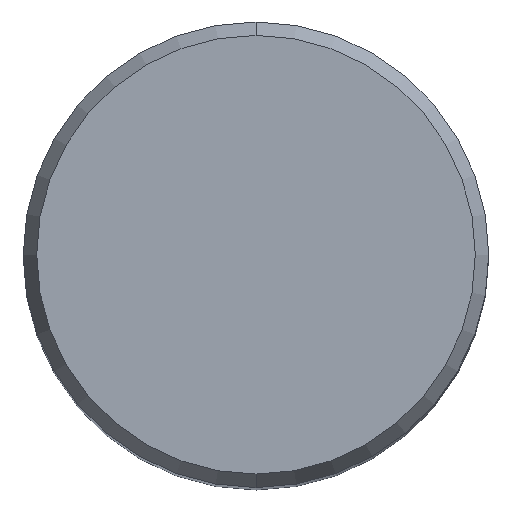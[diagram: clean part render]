
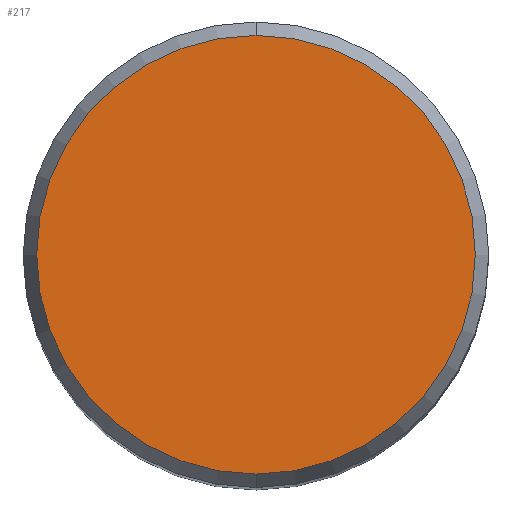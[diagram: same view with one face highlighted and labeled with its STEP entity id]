
A CAD part, top view. The second image highlights one B-rep face of the part: STEP entity #217.
In plain terms, the highlighted planar face has unit normal (0, 0, 1).
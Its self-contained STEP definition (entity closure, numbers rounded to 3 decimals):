
#133=VERTEX_POINT('',#291);
#143=VERTEX_POINT('',#302);
#201=EDGE_CURVE('',#143,#133,#365,.T.);
#205=EDGE_CURVE('',#133,#143,#369,.T.);
#217=ADVANCED_FACE('',(#383),#384,.T.);
#291=CARTESIAN_POINT('',(0.,-7.479,0.));
#302=CARTESIAN_POINT('',(0.0,7.479,0.));
#365=CIRCLE('',#555,7.479);
#369=CIRCLE('',#562,7.479);
#383=FACE_OUTER_BOUND('',#579,.T.);
#384=PLANE('',#580);
#555=AXIS2_PLACEMENT_3D('',#746,#747,#748);
#562=AXIS2_PLACEMENT_3D('',#750,#751,#752);
#579=EDGE_LOOP('',(#774,#775));
#580=AXIS2_PLACEMENT_3D('',#776,#777,#778);
#746=CARTESIAN_POINT('',(0.0,0.0,0.));
#747=DIRECTION('',(0.0,0.0,-1.0));
#748=DIRECTION('',(0.0,1.0,0.0));
#750=CARTESIAN_POINT('',(0.0,0.0,0.));
#751=DIRECTION('',(0.0,0.0,-1.0));
#752=DIRECTION('',(0.0,1.0,0.0));
#774=ORIENTED_EDGE('',*,*,#201,.F.);
#775=ORIENTED_EDGE('',*,*,#205,.F.);
#776=CARTESIAN_POINT('',(0.0,3.74,0.));
#777=DIRECTION('',(-0.0,0.0,1.0));
#778=DIRECTION('',(0.0,-1.0,0.0));
